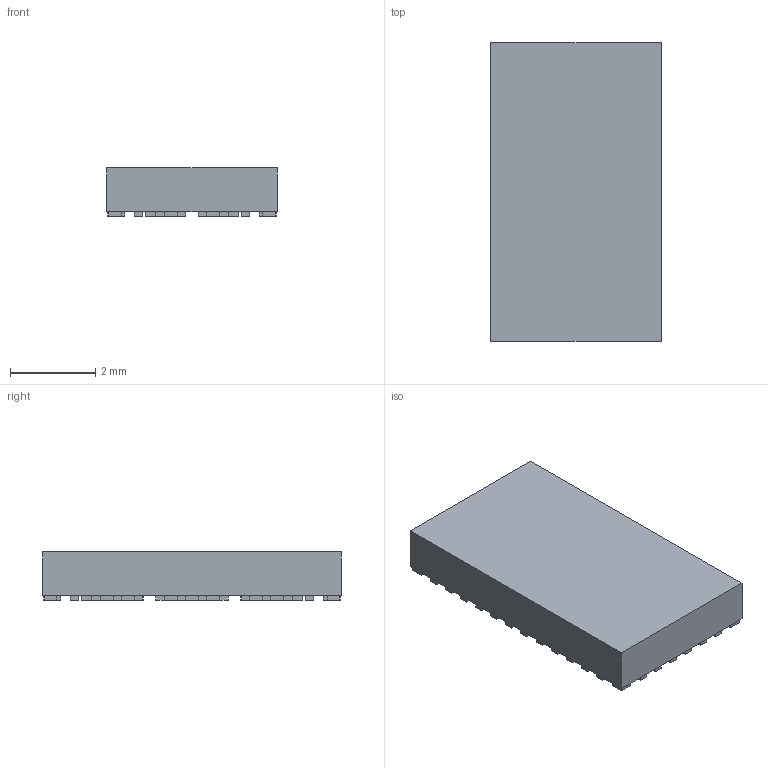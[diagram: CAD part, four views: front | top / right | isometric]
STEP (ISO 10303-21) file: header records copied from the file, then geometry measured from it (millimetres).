
FILE_DESCRIPTION(('FreeCAD Model'),'2;1');
FILE_NAME('12150343.1.5.stp','2020-08-08T17:37:59',( 'Author'),(''),'Open CASCADE STEP processor 6.9','FreeCAD','Unknown' );
FILE_SCHEMA(('AUTOMOTIVE_DESIGN { 1 0 10303 214 1 1 1 1 }'));
Length unit declared in the file: millimetre
Products named in the file (3): ASSEMBLY; Body; Pins
Assembly tree (2 placements, depth 2):
  ASSEMBLY
    Body
    Pins
Bounding box: 4 x 7 x 1.13 mm (x, y, z)
Volume: 29.9 mm3; surface area: 108 mm2
Topology: 47 solids, 47 shells, 282 faces, 564 edges, 376 vertices
Faces by surface type: plane 282
Entity records: 14861 total; most frequent: CARTESIAN_POINT 2353, DIRECTION 2262, LINE 1692, VECTOR 1692, ORIENTED_EDGE 1128, PCURVE 1128, DEFINITIONAL_REPRESENTATION 1128, EDGE_CURVE 564
